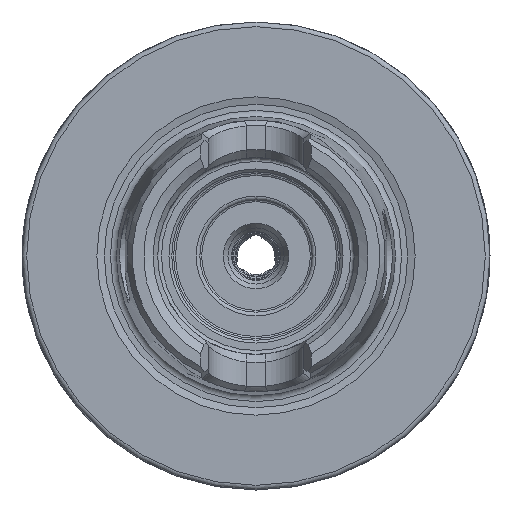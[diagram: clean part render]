
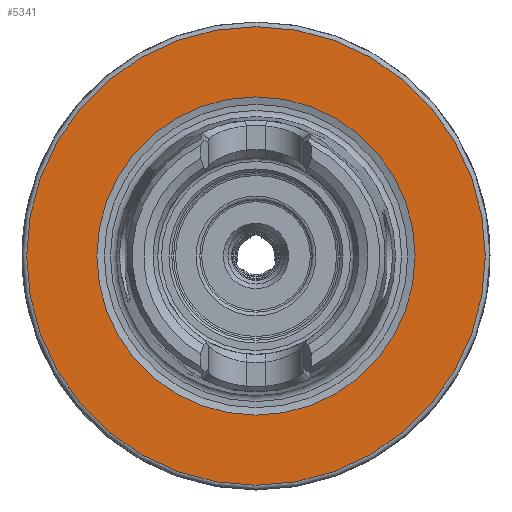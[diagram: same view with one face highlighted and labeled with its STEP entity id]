
A CAD part, left-side view. The second image highlights one B-rep face of the part: STEP entity #5341.
In plain terms, the highlighted planar face has unit normal (-1, 0, 0).
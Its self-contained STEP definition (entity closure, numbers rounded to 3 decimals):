
#5307=CARTESIAN_POINT('',(0.0,17.,0.0));
#5308=VERTEX_POINT('',#5307);
#5309=CARTESIAN_POINT('',(0.0,0.0,0.0));
#5310=DIRECTION('',(1.0,0.0,0.0));
#5311=DIRECTION('',(0.0,1.0,0.0));
#5312=AXIS2_PLACEMENT_3D('',#5309,#5310,#5311);
#5313=CIRCLE('',#5312,17.);
#5314=EDGE_CURVE('',#5308,#5308,#5313,.T.);
#5322=CARTESIAN_POINT('',(0.0,20.75,0.0));
#5323=DIRECTION('',(-1.0,0.0,0.0));
#5324=DIRECTION('',(0.0,0.0,1.0));
#5325=AXIS2_PLACEMENT_3D('',#5322,#5323,#5324);
#5326=PLANE('',#5325);
#5327=CARTESIAN_POINT('',(0.0,24.5,0.0));
#5328=VERTEX_POINT('',#5327);
#5329=CARTESIAN_POINT('',(0.0,0.0,0.0));
#5330=DIRECTION('',(1.0,0.0,0.0));
#5331=DIRECTION('',(0.0,1.0,0.0));
#5332=AXIS2_PLACEMENT_3D('',#5329,#5330,#5331);
#5333=CIRCLE('',#5332,24.5);
#5334=EDGE_CURVE('',#5328,#5328,#5333,.T.);
#5335=ORIENTED_EDGE('',*,*,#5334,.F.);
#5336=EDGE_LOOP('',(#5335));
#5337=FACE_OUTER_BOUND('',#5336,.T.);
#5338=ORIENTED_EDGE('',*,*,#5314,.T.);
#5339=EDGE_LOOP('',(#5338));
#5340=FACE_BOUND('',#5339,.T.);
#5341=ADVANCED_FACE('',(#5337,#5340),#5326,.T.);
